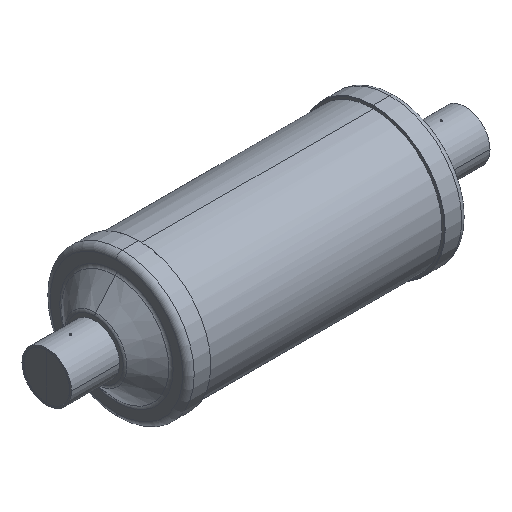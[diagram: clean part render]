
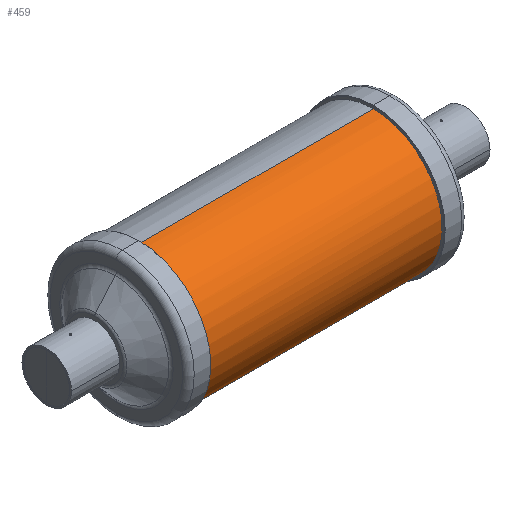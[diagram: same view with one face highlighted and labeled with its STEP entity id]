
A CAD part, isometric view. The second image highlights one B-rep face of the part: STEP entity #459.
In plain terms, the highlighted cylindrical face has radius 44.45 mm (diameter 88.9 mm), a partial arc.
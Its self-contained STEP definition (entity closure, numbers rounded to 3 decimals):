
#37 = ORIENTED_EDGE ( 'NONE', *, *, #559, .T. ) ;
#46 = CARTESIAN_POINT ( 'NONE',  ( -74.254, 0., -44.45 ) ) ;
#141 = LINE ( 'NONE', #1062, #2034 ) ;
#185 = VERTEX_POINT ( 'NONE', #880 ) ;
#203 = CARTESIAN_POINT ( 'NONE',  ( 76.946, -88.9, 44.45 ) ) ;
#237 = CARTESIAN_POINT ( 'NONE',  ( 76.946, 0., -44.45 ) ) ;
#259 = CARTESIAN_POINT ( 'NONE',  ( 76.946, 0., 44.45 ) ) ;
#272 = EDGE_CURVE ( 'NONE', #727, #185, #141, .T. ) ;
#376 = CARTESIAN_POINT ( 'NONE',  ( -74.254, -88.9, -44.45 ) ) ;
#377 = ORIENTED_EDGE ( 'NONE', *, *, #272, .F. ) ;
#380 = VERTEX_POINT ( 'NONE', #552 ) ;
#405 = EDGE_CURVE ( 'NONE', #1344, #727, #1749, .T. ) ;
#459 = ADVANCED_FACE ( 'NONE', ( #1439 ), #1276, .T. ) ;
#527 = CARTESIAN_POINT ( 'NONE',  ( 76.946, 0., -44.45 ) ) ;
#529 = EDGE_CURVE ( 'NONE', #185, #380, #2044, .T. ) ;
#552 = CARTESIAN_POINT ( 'NONE',  ( -74.254, 0., 44.45 ) ) ;
#559 = EDGE_CURVE ( 'NONE', #1344, #380, #1775, .T. ) ;
#631 = ORIENTED_EDGE ( 'NONE', *, *, #529, .F. ) ;
#668 = CARTESIAN_POINT ( 'NONE',  ( 85.5, 0., 44.45 ) ) ;
#717 = EDGE_LOOP ( 'NONE', ( #377, #1415, #37, #631 ) ) ;
#727 = VERTEX_POINT ( 'NONE', #527 ) ;
#774 = CARTESIAN_POINT ( 'NONE',  ( 85.5, 0., 0. ) ) ;
#880 = CARTESIAN_POINT ( 'NONE',  ( -74.254, 0., -44.45 ) ) ;
#1062 = CARTESIAN_POINT ( 'NONE',  ( 85.5, 0., -44.45 ) ) ;
#1276 = CYLINDRICAL_SURFACE ( 'NONE', #1626, 44.45 ) ;
#1344 = VERTEX_POINT ( 'NONE', #259 ) ;
#1404 = DIRECTION ( 'NONE',  ( -1., 0., 0. ) ) ;
#1409 = DIRECTION ( 'NONE',  ( -1., 0., 0. ) ) ;
#1415 = ORIENTED_EDGE ( 'NONE', *, *, #405, .F. ) ;
#1439 = FACE_OUTER_BOUND ( 'NONE', #717, .T. ) ;
#1626 = AXIS2_PLACEMENT_3D ( 'NONE', #774, #1404, #1884 ) ;
#1634 = CARTESIAN_POINT ( 'NONE',  ( 76.946, -88.9, -44.45 ) ) ;
#1728 = VECTOR ( 'NONE', #1409, 1000. ) ;
#1749 =( BOUNDED_CURVE ( )  B_SPLINE_CURVE ( 3, ( #1813, #203, #1634, #237 ),
 .UNSPECIFIED., .F., .F. ) 
 B_SPLINE_CURVE_WITH_KNOTS ( ( 4, 4 ),
 ( 3.142, 6.283 ),
 .UNSPECIFIED. ) 
 CURVE ( )  GEOMETRIC_REPRESENTATION_ITEM ( )  RATIONAL_B_SPLINE_CURVE ( ( 1., 0.333, 0.333, 1. ) ) 
 REPRESENTATION_ITEM ( '' )  );
#1754 = CARTESIAN_POINT ( 'NONE',  ( -74.254, -88.9, 44.45 ) ) ;
#1775 = LINE ( 'NONE', #668, #1728 ) ;
#1813 = CARTESIAN_POINT ( 'NONE',  ( 76.946, 0., 44.45 ) ) ;
#1884 = DIRECTION ( 'NONE',  ( 0., 0., 1. ) ) ;
#1924 = CARTESIAN_POINT ( 'NONE',  ( -74.254, 0., 44.45 ) ) ;
#1991 = DIRECTION ( 'NONE',  ( -1., 0., 0. ) ) ;
#2034 = VECTOR ( 'NONE', #1991, 1000. ) ;
#2044 =( BOUNDED_CURVE ( )  B_SPLINE_CURVE ( 3, ( #46, #376, #1754, #1924 ),
 .UNSPECIFIED., .F., .T. ) 
 B_SPLINE_CURVE_WITH_KNOTS ( ( 4, 4 ),
 ( 0., 3.142 ),
 .UNSPECIFIED. ) 
 CURVE ( )  GEOMETRIC_REPRESENTATION_ITEM ( )  RATIONAL_B_SPLINE_CURVE ( ( 1., 0.333, 0.333, 1. ) ) 
 REPRESENTATION_ITEM ( '' )  );
